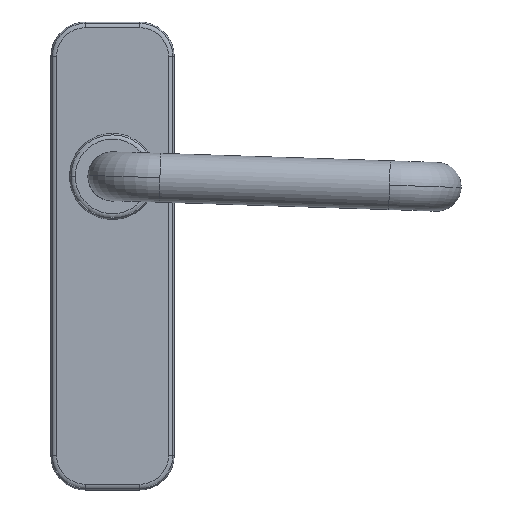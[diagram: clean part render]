
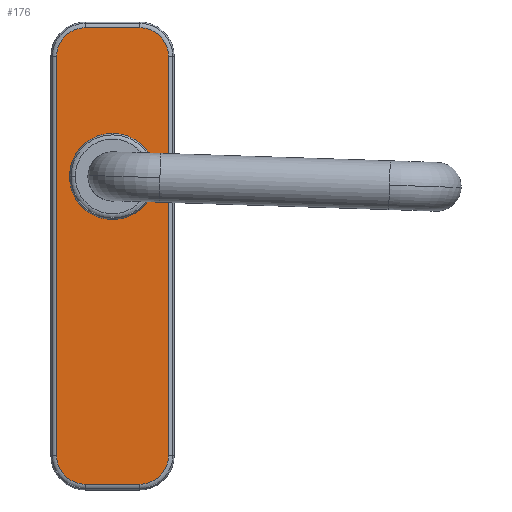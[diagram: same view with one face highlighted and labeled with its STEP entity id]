
A CAD part, top view. The second image highlights one B-rep face of the part: STEP entity #176.
In plain terms, the highlighted planar face has unit normal (0, 0, 1).
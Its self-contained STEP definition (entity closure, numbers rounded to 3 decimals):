
#176=ADVANCED_FACE('',(#369,#370),#371,.F.);
#369=FACE_BOUND('',#612,.T.);
#370=FACE_OUTER_BOUND('',#613,.T.);
#371=PLANE('',#614);
#612=EDGE_LOOP('',(#1133,#1134));
#613=EDGE_LOOP('',(#1135,#1136,#1137,#1138,#1139,#1140,#1141,#1142));
#614=AXIS2_PLACEMENT_3D('',#1143,#1144,#1145);
#1133=ORIENTED_EDGE('',*,*,#1600,.F.);
#1134=ORIENTED_EDGE('',*,*,#1601,.F.);
#1135=ORIENTED_EDGE('',*,*,#1602,.F.);
#1136=ORIENTED_EDGE('',*,*,#1603,.F.);
#1137=ORIENTED_EDGE('',*,*,#1604,.F.);
#1138=ORIENTED_EDGE('',*,*,#1605,.F.);
#1139=ORIENTED_EDGE('',*,*,#1576,.F.);
#1140=ORIENTED_EDGE('',*,*,#1606,.F.);
#1141=ORIENTED_EDGE('',*,*,#1607,.F.);
#1142=ORIENTED_EDGE('',*,*,#1608,.F.);
#1143=CARTESIAN_POINT('',(88.027,48.443,-48.236));
#1144=DIRECTION('',(0.0,0.,-1.0));
#1145=DIRECTION('',(1.0,0.0,0.0));
#1576=EDGE_CURVE('',#1823,#1825,#1826,.T.);
#1600=EDGE_CURVE('',#1864,#1865,#1866,.T.);
#1601=EDGE_CURVE('',#1865,#1864,#1867,.T.);
#1602=EDGE_CURVE('',#1868,#1869,#1870,.T.);
#1603=EDGE_CURVE('',#1871,#1868,#1872,.T.);
#1604=EDGE_CURVE('',#1873,#1871,#1874,.T.);
#1605=EDGE_CURVE('',#1825,#1873,#1875,.T.);
#1606=EDGE_CURVE('',#1876,#1823,#1877,.T.);
#1607=EDGE_CURVE('',#1878,#1876,#1879,.T.);
#1608=EDGE_CURVE('',#1869,#1878,#1880,.T.);
#1823=VERTEX_POINT('',#2150);
#1825=VERTEX_POINT('',#2152);
#1826=CIRCLE('',#2153,10.0);
#1864=VERTEX_POINT('',#2201);
#1865=VERTEX_POINT('',#2202);
#1866=CIRCLE('',#2203,15.0);
#1867=CIRCLE('',#2204,15.0);
#1868=VERTEX_POINT('',#2205);
#1869=VERTEX_POINT('',#2206);
#1870=CIRCLE('',#2207,10.0);
#1871=VERTEX_POINT('',#2208);
#1872=LINE('',#2209,#2210);
#1873=VERTEX_POINT('',#2211);
#1874=CIRCLE('',#2212,10.0);
#1875=LINE('',#2213,#2214);
#1876=VERTEX_POINT('',#2215);
#1877=LINE('',#2216,#2217);
#1878=VERTEX_POINT('',#2218);
#1879=CIRCLE('',#2219,10.0);
#1880=LINE('',#2220,#2221);
#2150=CARTESIAN_POINT('',(107.527,-21.057,-48.236));
#2152=CARTESIAN_POINT('',(97.527,-31.057,-48.236));
#2153=AXIS2_PLACEMENT_3D('',#2528,#2529,#2530);
#2201=CARTESIAN_POINT('',(103.027,76.135,-48.236));
#2202=CARTESIAN_POINT('',(73.027,76.135,-48.236));
#2203=AXIS2_PLACEMENT_3D('',#2565,#2566,#2567);
#2204=AXIS2_PLACEMENT_3D('',#2568,#2569,#2570);
#2205=CARTESIAN_POINT('',(68.527,117.943,-48.236));
#2206=CARTESIAN_POINT('',(78.527,127.943,-48.236));
#2207=AXIS2_PLACEMENT_3D('',#2571,#2572,#2573);
#2208=CARTESIAN_POINT('',(68.527,-21.057,-48.236));
#2209=CARTESIAN_POINT('',(68.527,48.443,-48.236));
#2210=VECTOR('',#2574,10.0);
#2211=CARTESIAN_POINT('',(78.527,-31.057,-48.236));
#2212=AXIS2_PLACEMENT_3D('',#2575,#2576,#2577);
#2213=CARTESIAN_POINT('',(88.027,-31.057,-48.236));
#2214=VECTOR('',#2578,10.0);
#2215=CARTESIAN_POINT('',(107.527,117.943,-48.236));
#2216=CARTESIAN_POINT('',(107.527,48.443,-48.236));
#2217=VECTOR('',#2579,10.0);
#2218=CARTESIAN_POINT('',(97.527,127.943,-48.236));
#2219=AXIS2_PLACEMENT_3D('',#2580,#2581,#2582);
#2220=CARTESIAN_POINT('',(88.027,127.943,-48.236));
#2221=VECTOR('',#2583,10.0);
#2528=CARTESIAN_POINT('',(97.527,-21.057,-48.236));
#2529=DIRECTION('',(0.,0.,-1.0));
#2530=DIRECTION('',(0.707,-0.707,0.));
#2565=CARTESIAN_POINT('',(88.027,76.135,-48.236));
#2566=DIRECTION('',(0.0,0.0,1.0));
#2567=DIRECTION('',(1.0,0.0,0.0));
#2568=CARTESIAN_POINT('',(88.027,76.135,-48.236));
#2569=DIRECTION('',(0.0,0.0,1.0));
#2570=DIRECTION('',(1.0,0.0,0.0));
#2571=CARTESIAN_POINT('',(78.527,117.943,-48.236));
#2572=DIRECTION('',(0.,0.,-1.0));
#2573=DIRECTION('',(-0.707,0.707,0.));
#2574=DIRECTION('',(0.0,1.0,0.));
#2575=CARTESIAN_POINT('',(78.527,-21.057,-48.236));
#2576=DIRECTION('',(0.,0.,-1.0));
#2577=DIRECTION('',(-0.707,-0.707,0.));
#2578=DIRECTION('',(-1.0,0.0,0.0));
#2579=DIRECTION('',(0.0,-1.0,0.));
#2580=CARTESIAN_POINT('',(97.527,117.943,-48.236));
#2581=DIRECTION('',(0.,0.,-1.0));
#2582=DIRECTION('',(0.707,0.707,0.));
#2583=DIRECTION('',(1.0,0.0,0.0));
